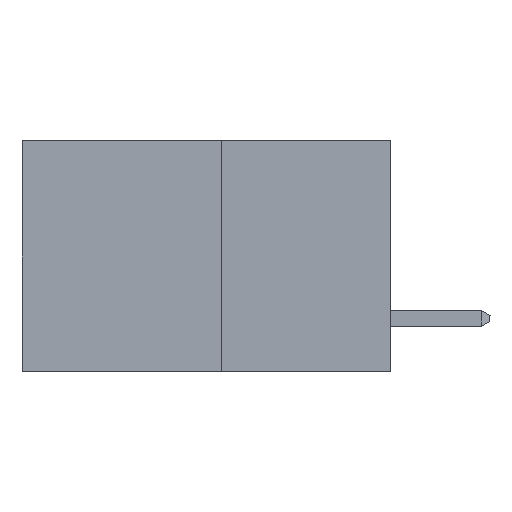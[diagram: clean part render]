
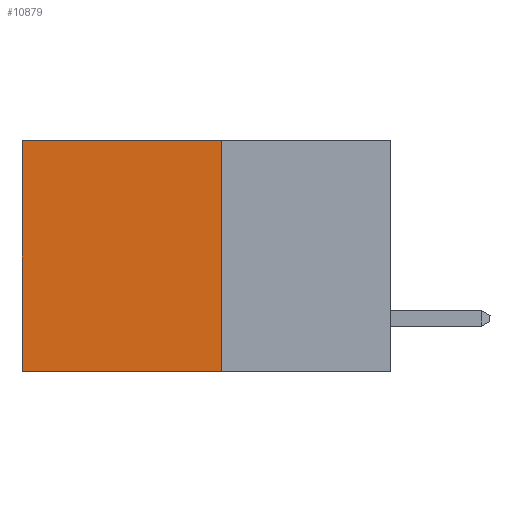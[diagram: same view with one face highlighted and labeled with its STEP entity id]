
A CAD part, left-side view. The second image highlights one B-rep face of the part: STEP entity #10879.
In plain terms, the highlighted planar face has unit normal (-1, 0, 0).
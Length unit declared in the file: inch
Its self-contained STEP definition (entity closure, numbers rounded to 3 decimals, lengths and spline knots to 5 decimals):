
#880 = VECTOR ( 'NONE', #887, 39.37008 ) ;
#887 = DIRECTION ( 'NONE',  ( 0., 1., 0. ) ) ;
#973 = CARTESIAN_POINT ( 'NONE',  ( 0.277, 0.27, 0. ) ) ;
#1452 = EDGE_CURVE ( 'NONE', #10654, #7499, #5142, .T. ) ;
#2330 = ORIENTED_EDGE ( 'NONE', *, *, #6300, .T. ) ;
#2395 = DIRECTION ( 'NONE',  ( 0., 0., -1. ) ) ;
#2497 = PLANE ( 'NONE',  #7109 ) ;
#3040 = VECTOR ( 'NONE', #2395, 39.37008 ) ;
#3062 = LINE ( 'NONE', #8177, #5431 ) ;
#3374 = LINE ( 'NONE', #7389, #3040 ) ;
#3521 = EDGE_CURVE ( 'NONE', #11731, #8725, #8962, .T. ) ;
#4517 = DIRECTION ( 'NONE',  ( 0., 0., -1. ) ) ;
#4817 = CARTESIAN_POINT ( 'NONE',  ( 0.277, 0.59, -0.37 ) ) ;
#5142 = LINE ( 'NONE', #11594, #9772 ) ;
#5234 = DIRECTION ( 'NONE',  ( 0., 0., -1. ) ) ;
#5361 = EDGE_CURVE ( 'NONE', #10654, #11731, #3062, .T. ) ;
#5431 = VECTOR ( 'NONE', #5234, 39.37008 ) ;
#5632 = ORIENTED_EDGE ( 'NONE', *, *, #5361, .F. ) ;
#5720 = CARTESIAN_POINT ( 'NONE',  ( 0.277, 0.27, -0.37 ) ) ;
#5850 = EDGE_LOOP ( 'NONE', ( #2330, #10612, #5632, #5948 ) ) ;
#5948 = ORIENTED_EDGE ( 'NONE', *, *, #1452, .T. ) ;
#6300 = EDGE_CURVE ( 'NONE', #7499, #8725, #3374, .T. ) ;
#7109 = AXIS2_PLACEMENT_3D ( 'NONE', #9449, #10474, #4517 ) ;
#7378 = FACE_OUTER_BOUND ( 'NONE', #5850, .T. ) ;
#7389 = CARTESIAN_POINT ( 'NONE',  ( 0.277, 0.59, -0.37 ) ) ;
#7499 = VERTEX_POINT ( 'NONE', #12828 ) ;
#8177 = CARTESIAN_POINT ( 'NONE',  ( 0.277, 0.27, -0.37 ) ) ;
#8725 = VERTEX_POINT ( 'NONE', #4817 ) ;
#8962 = LINE ( 'NONE', #11865, #880 ) ;
#9449 = CARTESIAN_POINT ( 'NONE',  ( 0.277, 0.27, -0.37 ) ) ;
#9772 = VECTOR ( 'NONE', #11604, 39.37008 ) ;
#10474 = DIRECTION ( 'NONE',  ( 1., 0., 0. ) ) ;
#10612 = ORIENTED_EDGE ( 'NONE', *, *, #3521, .F. ) ;
#10654 = VERTEX_POINT ( 'NONE', #973 ) ;
#10879 = ADVANCED_FACE ( 'NONE', ( #7378 ), #2497, .F. ) ;
#11594 = CARTESIAN_POINT ( 'NONE',  ( 0.277, 0.27, 0. ) ) ;
#11604 = DIRECTION ( 'NONE',  ( 0., 1., 0. ) ) ;
#11731 = VERTEX_POINT ( 'NONE', #5720 ) ;
#11865 = CARTESIAN_POINT ( 'NONE',  ( 0.277, 0.27, -0.37 ) ) ;
#12828 = CARTESIAN_POINT ( 'NONE',  ( 0.277, 0.59, 0. ) ) ;
